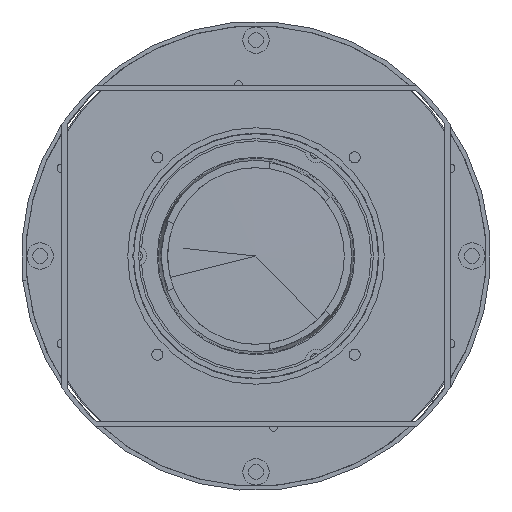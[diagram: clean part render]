
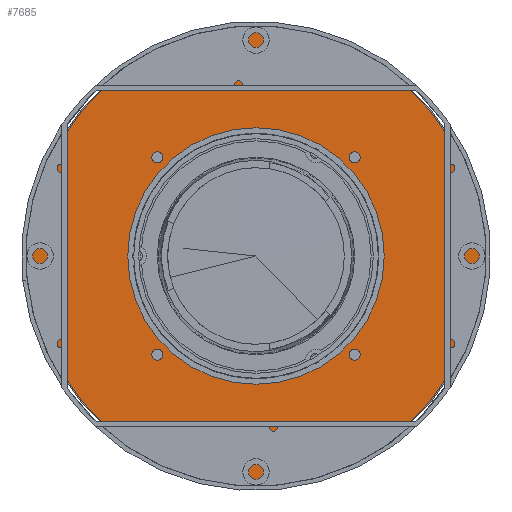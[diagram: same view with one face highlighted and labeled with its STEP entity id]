
A CAD part, front view. The second image highlights one B-rep face of the part: STEP entity #7685.
In plain terms, the highlighted face is planar.
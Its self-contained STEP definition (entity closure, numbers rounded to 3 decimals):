
#7428=CARTESIAN_POINT('',(0.,10.,0.));
#7429=DIRECTION('',(0.,-1.,0.));
#7430=DIRECTION('',(1.,0.,0.));
#7431=AXIS2_PLACEMENT_3D('',#7428,#7429,#7430);
#7433=CARTESIAN_POINT('',(0.,10.,0.));
#7434=DIRECTION('',(0.,-1.,0.));
#7435=DIRECTION('',(-1.,0.,0.));
#7436=AXIS2_PLACEMENT_3D('',#7433,#7434,#7435);
#7438=CARTESIAN_POINT('',(-45.,10.,-45.));
#7439=DIRECTION('',(0.,-1.,0.));
#7440=DIRECTION('',(1.,0.,0.));
#7441=AXIS2_PLACEMENT_3D('',#7438,#7439,#7440);
#7443=CARTESIAN_POINT('',(-45.,10.,-45.));
#7444=DIRECTION('',(0.,-1.,0.));
#7445=DIRECTION('',(-1.,0.,0.));
#7446=AXIS2_PLACEMENT_3D('',#7443,#7444,#7445);
#7448=CARTESIAN_POINT('',(-45.,10.,45.));
#7449=DIRECTION('',(0.,-1.,0.));
#7450=DIRECTION('',(1.,0.,0.));
#7451=AXIS2_PLACEMENT_3D('',#7448,#7449,#7450);
#7453=CARTESIAN_POINT('',(-45.,10.,45.));
#7454=DIRECTION('',(0.,-1.,0.));
#7455=DIRECTION('',(-1.,0.,0.));
#7456=AXIS2_PLACEMENT_3D('',#7453,#7454,#7455);
#7458=CARTESIAN_POINT('',(45.,10.,45.));
#7459=DIRECTION('',(0.,-1.,0.));
#7460=DIRECTION('',(1.,0.,0.));
#7461=AXIS2_PLACEMENT_3D('',#7458,#7459,#7460);
#7463=CARTESIAN_POINT('',(45.,10.,45.));
#7464=DIRECTION('',(0.,-1.,0.));
#7465=DIRECTION('',(-1.,0.,0.));
#7466=AXIS2_PLACEMENT_3D('',#7463,#7464,#7465);
#7468=CARTESIAN_POINT('',(45.,10.,-45.));
#7469=DIRECTION('',(0.,-1.,0.));
#7470=DIRECTION('',(1.,0.,0.));
#7471=AXIS2_PLACEMENT_3D('',#7468,#7469,#7470);
#7473=CARTESIAN_POINT('',(45.,10.,-45.));
#7474=DIRECTION('',(0.,-1.,0.));
#7475=DIRECTION('',(-1.,0.,0.));
#7476=AXIS2_PLACEMENT_3D('',#7473,#7474,#7475);
#7478=CARTESIAN_POINT('',(0.,10.,0.));
#7479=DIRECTION('',(0.,1.,0.));
#7480=DIRECTION('',(1.,0.,0.));
#7481=AXIS2_PLACEMENT_3D('',#7478,#7479,#7480);
#7483=CARTESIAN_POINT('',(0.,10.,0.));
#7484=DIRECTION('',(0.,1.,0.));
#7485=DIRECTION('',(-1.,0.,0.));
#7486=AXIS2_PLACEMENT_3D('',#7483,#7484,#7485);
#7548=CARTESIAN_POINT('',(58.5,10.,0.));
#7549=CARTESIAN_POINT('',(-58.5,10.,0.));
#7550=VERTEX_POINT('',#7548);
#7551=VERTEX_POINT('',#7549);
#7552=CARTESIAN_POINT('',(-42.5,10.,-45.));
#7553=CARTESIAN_POINT('',(-47.5,10.,-45.));
#7554=VERTEX_POINT('',#7552);
#7555=VERTEX_POINT('',#7553);
#7556=CARTESIAN_POINT('',(-42.5,10.,45.));
#7557=CARTESIAN_POINT('',(-47.5,10.,45.));
#7558=VERTEX_POINT('',#7556);
#7559=VERTEX_POINT('',#7557);
#7560=CARTESIAN_POINT('',(47.5,10.,45.));
#7561=CARTESIAN_POINT('',(42.5,10.,45.));
#7562=VERTEX_POINT('',#7560);
#7563=VERTEX_POINT('',#7561);
#7564=CARTESIAN_POINT('',(47.5,10.,-45.));
#7565=CARTESIAN_POINT('',(42.5,10.,-45.));
#7566=VERTEX_POINT('',#7564);
#7567=VERTEX_POINT('',#7565);
#7572=CARTESIAN_POINT('',(103.5,10.,0.));
#7573=CARTESIAN_POINT('',(-103.5,10.,0.));
#7574=VERTEX_POINT('',#7572);
#7575=VERTEX_POINT('',#7573);
#7646=CARTESIAN_POINT('',(0.,10.,0.));
#7647=DIRECTION('',(0.,1.,0.));
#7648=DIRECTION('',(1.,0.,0.));
#7649=AXIS2_PLACEMENT_3D('',#7646,#7647,#7648);
#7650=PLANE('',#7649);
#7652=ORIENTED_EDGE('',*,*,#7651,.F.);
#7654=ORIENTED_EDGE('',*,*,#7653,.F.);
#7655=EDGE_LOOP('',(#7652,#7654));
#7656=FACE_OUTER_BOUND('',#7655,.F.);
#7658=ORIENTED_EDGE('',*,*,#7657,.F.);
#7660=ORIENTED_EDGE('',*,*,#7659,.F.);
#7661=EDGE_LOOP('',(#7658,#7660));
#7662=FACE_BOUND('',#7661,.F.);
#7664=ORIENTED_EDGE('',*,*,#7663,.F.);
#7666=ORIENTED_EDGE('',*,*,#7665,.F.);
#7667=EDGE_LOOP('',(#7664,#7666));
#7668=FACE_BOUND('',#7667,.F.);
#7670=ORIENTED_EDGE('',*,*,#7669,.F.);
#7672=ORIENTED_EDGE('',*,*,#7671,.F.);
#7673=EDGE_LOOP('',(#7670,#7672));
#7674=FACE_BOUND('',#7673,.F.);
#7676=ORIENTED_EDGE('',*,*,#7675,.F.);
#7678=ORIENTED_EDGE('',*,*,#7677,.F.);
#7679=EDGE_LOOP('',(#7676,#7678));
#7680=FACE_BOUND('',#7679,.F.);
#7681=ORIENTED_EDGE('',*,*,#7626,.F.);
#7682=ORIENTED_EDGE('',*,*,#7640,.F.);
#7683=EDGE_LOOP('',(#7681,#7682));
#7684=FACE_BOUND('',#7683,.F.);
#7432=CIRCLE('',#7431,58.5);
#7437=CIRCLE('',#7436,58.5);
#7442=CIRCLE('',#7441,2.5);
#7447=CIRCLE('',#7446,2.5);
#7452=CIRCLE('',#7451,2.5);
#7457=CIRCLE('',#7456,2.5);
#7462=CIRCLE('',#7461,2.5);
#7467=CIRCLE('',#7466,2.5);
#7472=CIRCLE('',#7471,2.5);
#7477=CIRCLE('',#7476,2.5);
#7482=CIRCLE('',#7481,103.5);
#7487=CIRCLE('',#7486,103.5);
#7626=EDGE_CURVE('',#7550,#7551,#7432,.T.);
#7640=EDGE_CURVE('',#7551,#7550,#7437,.T.);
#7651=EDGE_CURVE('',#7574,#7575,#7482,.T.);
#7653=EDGE_CURVE('',#7575,#7574,#7487,.T.);
#7657=EDGE_CURVE('',#7554,#7555,#7442,.T.);
#7659=EDGE_CURVE('',#7555,#7554,#7447,.T.);
#7663=EDGE_CURVE('',#7558,#7559,#7452,.T.);
#7665=EDGE_CURVE('',#7559,#7558,#7457,.T.);
#7669=EDGE_CURVE('',#7562,#7563,#7462,.T.);
#7671=EDGE_CURVE('',#7563,#7562,#7467,.T.);
#7675=EDGE_CURVE('',#7566,#7567,#7472,.T.);
#7677=EDGE_CURVE('',#7567,#7566,#7477,.T.);
#7685=ADVANCED_FACE('',(#7656,#7662,#7668,#7674,#7680,#7684),#7650,.T.);
